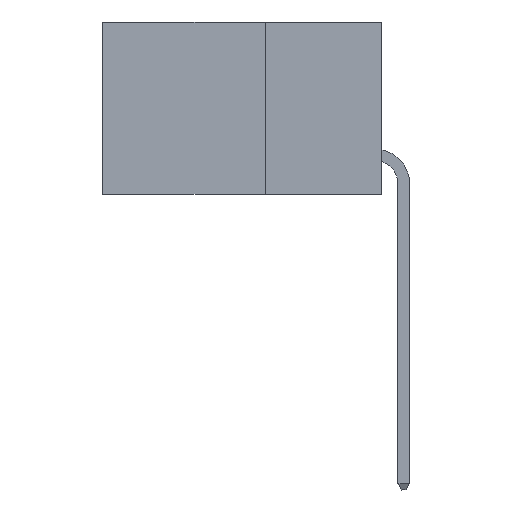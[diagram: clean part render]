
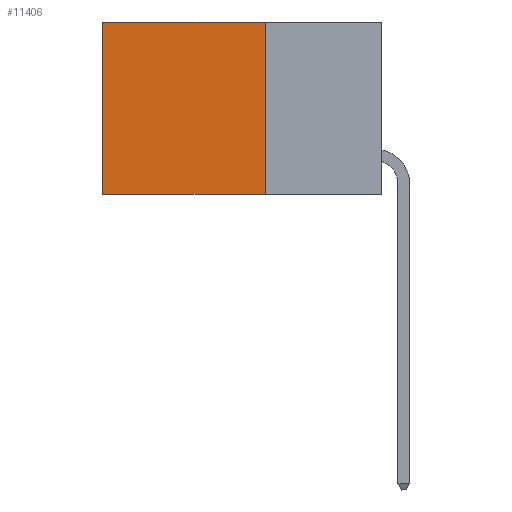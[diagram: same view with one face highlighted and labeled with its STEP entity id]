
A CAD part, left-side view. The second image highlights one B-rep face of the part: STEP entity #11406.
In plain terms, the highlighted planar face has unit normal (-1, 0, 0).
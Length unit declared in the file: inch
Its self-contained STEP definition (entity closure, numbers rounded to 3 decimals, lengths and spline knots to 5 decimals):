
#379 = CARTESIAN_POINT ( 'NONE',  ( 0.2875, 0.6, 0. ) ) ;
#1489 = VECTOR ( 'NONE', #8585, 39.37008 ) ;
#4194 = CARTESIAN_POINT ( 'NONE',  ( 0.2875, 0.6, 0. ) ) ;
#4197 = EDGE_CURVE ( 'NONE', #7861, #13922, #13757, .T. ) ;
#4591 = CARTESIAN_POINT ( 'NONE',  ( 0.2875, 0.25, -0.37 ) ) ;
#4718 = ORIENTED_EDGE ( 'NONE', *, *, #4197, .T. ) ;
#5306 = EDGE_CURVE ( 'NONE', #25433, #5820, #24623, .T. ) ;
#5460 = CARTESIAN_POINT ( 'NONE',  ( 0.2875, 0.25, 0. ) ) ;
#5820 = VERTEX_POINT ( 'NONE', #25034 ) ;
#6170 = CARTESIAN_POINT ( 'NONE',  ( 0.2875, 0.6, -0.37 ) ) ;
#6823 = LINE ( 'NONE', #4591, #1489 ) ;
#7470 = DIRECTION ( 'NONE',  ( 0., 0., -1. ) ) ;
#7861 = VERTEX_POINT ( 'NONE', #379 ) ;
#8506 = VECTOR ( 'NONE', #17926, 39.37008 ) ;
#8585 = DIRECTION ( 'NONE',  ( 0., 1., 0. ) ) ;
#9012 = ORIENTED_EDGE ( 'NONE', *, *, #11720, .F. ) ;
#9995 = DIRECTION ( 'NONE',  ( 0., 0., -1. ) ) ;
#10281 = FACE_OUTER_BOUND ( 'NONE', #24773, .T. ) ;
#10872 = VECTOR ( 'NONE', #24356, 39.37008 ) ;
#11388 = PLANE ( 'NONE',  #18495 ) ;
#11406 = ADVANCED_FACE ( 'NONE', ( #10281 ), #11388, .F. ) ;
#11720 = EDGE_CURVE ( 'NONE', #5820, #13922, #6823, .T. ) ;
#13757 = LINE ( 'NONE', #4194, #8506 ) ;
#13922 = VERTEX_POINT ( 'NONE', #6170 ) ;
#14316 = VECTOR ( 'NONE', #9995, 39.37008 ) ;
#16180 = CARTESIAN_POINT ( 'NONE',  ( 0.2875, 0.25, 0. ) ) ;
#16217 = ORIENTED_EDGE ( 'NONE', *, *, #5306, .F. ) ;
#16671 = LINE ( 'NONE', #20579, #10872 ) ;
#17926 = DIRECTION ( 'NONE',  ( 0., 0., -1. ) ) ;
#18495 = AXIS2_PLACEMENT_3D ( 'NONE', #5460, #19188, #7470 ) ;
#19188 = DIRECTION ( 'NONE',  ( 1., 0., 0. ) ) ;
#19971 = EDGE_CURVE ( 'NONE', #25433, #7861, #16671, .T. ) ;
#20579 = CARTESIAN_POINT ( 'NONE',  ( 0.2875, 0.25, 0. ) ) ;
#21620 = CARTESIAN_POINT ( 'NONE',  ( 0.2875, 0.25, 0. ) ) ;
#24356 = DIRECTION ( 'NONE',  ( 0., 1., 0. ) ) ;
#24623 = LINE ( 'NONE', #21620, #14316 ) ;
#24773 = EDGE_LOOP ( 'NONE', ( #4718, #9012, #16217, #24838 ) ) ;
#24838 = ORIENTED_EDGE ( 'NONE', *, *, #19971, .T. ) ;
#25034 = CARTESIAN_POINT ( 'NONE',  ( 0.2875, 0.25, -0.37 ) ) ;
#25433 = VERTEX_POINT ( 'NONE', #16180 ) ;
